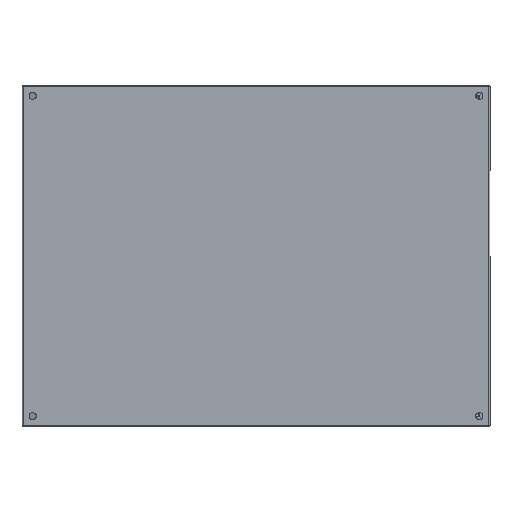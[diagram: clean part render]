
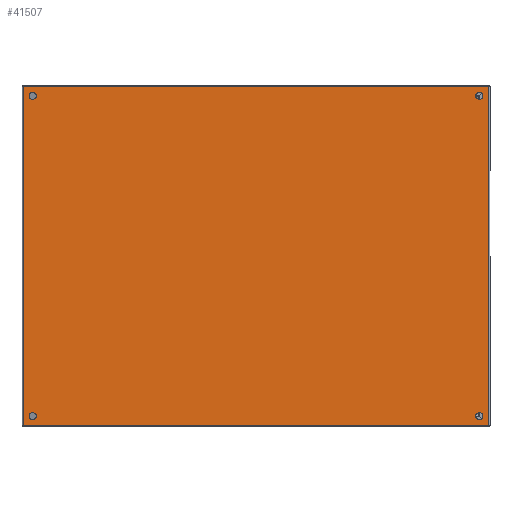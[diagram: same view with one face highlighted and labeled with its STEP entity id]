
A CAD part, left-side view. The second image highlights one B-rep face of the part: STEP entity #41507.
In plain terms, the highlighted face is planar.
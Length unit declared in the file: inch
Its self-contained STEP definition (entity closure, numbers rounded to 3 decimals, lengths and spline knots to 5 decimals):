
#199 = DIRECTION ( 'NONE',  ( 0., 0., 1. ) ) ;
#291 = DIRECTION ( 'NONE',  ( 1., 0., 0. ) ) ;
#715 = CIRCLE ( 'NONE', #36036, 0.25 ) ;
#1549 = EDGE_CURVE ( 'NONE', #37486, #33968, #42559, .T. ) ;
#1933 = AXIS2_PLACEMENT_3D ( 'NONE', #15938, #9636, #16534 ) ;
#1981 = ORIENTED_EDGE ( 'NONE', *, *, #33553, .T. ) ;
#2011 = ORIENTED_EDGE ( 'NONE', *, *, #37718, .T. ) ;
#2214 = CIRCLE ( 'NONE', #33195, 0.25 ) ;
#2294 = ORIENTED_EDGE ( 'NONE', *, *, #1549, .T. ) ;
#3247 = ORIENTED_EDGE ( 'NONE', *, *, #8663, .T. ) ;
#3695 = AXIS2_PLACEMENT_3D ( 'NONE', #25217, #22155, #18964 ) ;
#4717 = VECTOR ( 'NONE', #291, 39.37008 ) ;
#4910 = AXIS2_PLACEMENT_3D ( 'NONE', #37502, #37198, #7239 ) ;
#5576 = VECTOR ( 'NONE', #27925, 39.37008 ) ;
#7036 = ORIENTED_EDGE ( 'NONE', *, *, #12116, .T. ) ;
#7239 = DIRECTION ( 'NONE',  ( -1., 0., 0. ) ) ;
#8373 = EDGE_CURVE ( 'NONE', #23566, #17939, #715, .T. ) ;
#8572 = CIRCLE ( 'NONE', #4910, 0.25 ) ;
#8663 = EDGE_CURVE ( 'NONE', #33968, #37486, #31582, .T. ) ;
#8773 = ORIENTED_EDGE ( 'NONE', *, *, #33154, .F. ) ;
#9110 = ORIENTED_EDGE ( 'NONE', *, *, #24538, .F. ) ;
#9452 = DIRECTION ( 'NONE',  ( 1., 0., 0. ) ) ;
#9636 = DIRECTION ( 'NONE',  ( 0., -1., 0. ) ) ;
#12018 = EDGE_CURVE ( 'NONE', #15434, #35631, #20496, .T. ) ;
#12116 = EDGE_CURVE ( 'NONE', #36329, #12213, #19458, .T. ) ;
#12213 = VERTEX_POINT ( 'NONE', #27234 ) ;
#12476 = DIRECTION ( 'NONE',  ( -1., 0., 0. ) ) ;
#13499 = CIRCLE ( 'NONE', #3695, 0.25 ) ;
#13951 = VECTOR ( 'NONE', #31877, 39.37008 ) ;
#14768 = DIRECTION ( 'NONE',  ( 0., -1., 0. ) ) ;
#15012 = FACE_BOUND ( 'NONE', #15266, .T. ) ;
#15266 = EDGE_LOOP ( 'NONE', ( #3247, #2294 ) ) ;
#15400 = EDGE_CURVE ( 'NONE', #28859, #35889, #23899, .T. ) ;
#15434 = VERTEX_POINT ( 'NONE', #28825 ) ;
#15686 = CARTESIAN_POINT ( 'NONE',  ( 11., 0., -15.69912 ) ) ;
#15938 = CARTESIAN_POINT ( 'NONE',  ( -11.25, 0., -15.69912 ) ) ;
#16341 = EDGE_LOOP ( 'NONE', ( #1981, #2011 ) ) ;
#16534 = DIRECTION ( 'NONE',  ( -1., 0., 0. ) ) ;
#17939 = VERTEX_POINT ( 'NONE', #18736 ) ;
#17951 = EDGE_CURVE ( 'NONE', #35631, #15434, #2214, .T. ) ;
#18090 = CARTESIAN_POINT ( 'NONE',  ( 11., 0., 15.68671 ) ) ;
#18736 = CARTESIAN_POINT ( 'NONE',  ( 11.5, 0., 15.68671 ) ) ;
#18861 = AXIS2_PLACEMENT_3D ( 'NONE', #19467, #19764, #29400 ) ;
#18922 = DIRECTION ( 'NONE',  ( 0., -1., 0. ) ) ;
#18964 = DIRECTION ( 'NONE',  ( -1., 0., 0. ) ) ;
#19086 = VERTEX_POINT ( 'NONE', #35247 ) ;
#19187 = ORIENTED_EDGE ( 'NONE', *, *, #41019, .T. ) ;
#19235 = EDGE_LOOP ( 'NONE', ( #9110, #7036, #8773, #37259 ) ) ;
#19408 = CARTESIAN_POINT ( 'NONE',  ( -11., 0., -15.69912 ) ) ;
#19458 = LINE ( 'NONE', #37012, #27307 ) ;
#19467 = CARTESIAN_POINT ( 'NONE',  ( -11.25, 0., -15.69912 ) ) ;
#19516 = AXIS2_PLACEMENT_3D ( 'NONE', #29137, #18922, #12476 ) ;
#19751 = CARTESIAN_POINT ( 'NONE',  ( 11.943, 0., -16.36312 ) ) ;
#19764 = DIRECTION ( 'NONE',  ( 0., -1., 0. ) ) ;
#20496 = CIRCLE ( 'NONE', #37404, 0.25 ) ;
#21070 = CARTESIAN_POINT ( 'NONE',  ( -11.5, 0., -15.69912 ) ) ;
#21183 = ORIENTED_EDGE ( 'NONE', *, *, #12018, .T. ) ;
#22155 = DIRECTION ( 'NONE',  ( 0., -1., 0. ) ) ;
#22858 = FACE_BOUND ( 'NONE', #16341, .T. ) ;
#23566 = VERTEX_POINT ( 'NONE', #18090 ) ;
#23716 = CARTESIAN_POINT ( 'NONE',  ( -11.25, 0., 15.68671 ) ) ;
#23899 = LINE ( 'NONE', #41875, #13951 ) ;
#24538 = EDGE_CURVE ( 'NONE', #36329, #35889, #32994, .T. ) ;
#24893 = LINE ( 'NONE', #40977, #5576 ) ;
#25217 = CARTESIAN_POINT ( 'NONE',  ( 11.25, 0., 15.68671 ) ) ;
#25457 = ORIENTED_EDGE ( 'NONE', *, *, #17951, .T. ) ;
#26378 = CIRCLE ( 'NONE', #19516, 0.25 ) ;
#27234 = CARTESIAN_POINT ( 'NONE',  ( -11.943, 0., 16.35071 ) ) ;
#27307 = VECTOR ( 'NONE', #199, 39.37008 ) ;
#27925 = DIRECTION ( 'NONE',  ( -1., 0., 0. ) ) ;
#28377 = DIRECTION ( 'NONE',  ( 0., -1., 0. ) ) ;
#28635 = FACE_BOUND ( 'NONE', #40510, .T. ) ;
#28825 = CARTESIAN_POINT ( 'NONE',  ( -11.5, 0., 15.68671 ) ) ;
#28859 = VERTEX_POINT ( 'NONE', #32668 ) ;
#29137 = CARTESIAN_POINT ( 'NONE',  ( 11.25, 0., -15.69912 ) ) ;
#29400 = DIRECTION ( 'NONE',  ( -1., 0., 0. ) ) ;
#30297 = DIRECTION ( 'NONE',  ( -1., 0., 0. ) ) ;
#30628 = CARTESIAN_POINT ( 'NONE',  ( -11.943, 0., -16.36312 ) ) ;
#31169 = CARTESIAN_POINT ( 'NONE',  ( 11.25, 0., 15.68671 ) ) ;
#31582 = CIRCLE ( 'NONE', #1933, 0.25 ) ;
#31877 = DIRECTION ( 'NONE',  ( 0., 0., -1. ) ) ;
#32545 = AXIS2_PLACEMENT_3D ( 'NONE', #36790, #33011, #9452 ) ;
#32668 = CARTESIAN_POINT ( 'NONE',  ( 11.943, 0., 16.35071 ) ) ;
#32994 = LINE ( 'NONE', #43337, #4717 ) ;
#33011 = DIRECTION ( 'NONE',  ( 0., -1., 0. ) ) ;
#33154 = EDGE_CURVE ( 'NONE', #28859, #12213, #24893, .T. ) ;
#33195 = AXIS2_PLACEMENT_3D ( 'NONE', #41856, #28377, #35206 ) ;
#33553 = EDGE_CURVE ( 'NONE', #40570, #19086, #26378, .T. ) ;
#33683 = DIRECTION ( 'NONE',  ( 0., -1., 0. ) ) ;
#33885 = FACE_BOUND ( 'NONE', #36129, .T. ) ;
#33968 = VERTEX_POINT ( 'NONE', #21070 ) ;
#34666 = CARTESIAN_POINT ( 'NONE',  ( -11., 0., 15.68671 ) ) ;
#35206 = DIRECTION ( 'NONE',  ( -1., 0., 0. ) ) ;
#35247 = CARTESIAN_POINT ( 'NONE',  ( 11.5, 0., -15.69912 ) ) ;
#35385 = FACE_OUTER_BOUND ( 'NONE', #19235, .T. ) ;
#35631 = VERTEX_POINT ( 'NONE', #34666 ) ;
#35889 = VERTEX_POINT ( 'NONE', #19751 ) ;
#36036 = AXIS2_PLACEMENT_3D ( 'NONE', #31169, #14768, #38314 ) ;
#36129 = EDGE_LOOP ( 'NONE', ( #37531, #19187 ) ) ;
#36329 = VERTEX_POINT ( 'NONE', #30628 ) ;
#36790 = CARTESIAN_POINT ( 'NONE',  ( 11.943, 0., -16.39212 ) ) ;
#37012 = CARTESIAN_POINT ( 'NONE',  ( -11.943, 0., 16.39212 ) ) ;
#37198 = DIRECTION ( 'NONE',  ( 0., -1., 0. ) ) ;
#37259 = ORIENTED_EDGE ( 'NONE', *, *, #15400, .T. ) ;
#37404 = AXIS2_PLACEMENT_3D ( 'NONE', #23716, #33683, #30297 ) ;
#37486 = VERTEX_POINT ( 'NONE', #19408 ) ;
#37502 = CARTESIAN_POINT ( 'NONE',  ( 11.25, 0., -15.69912 ) ) ;
#37531 = ORIENTED_EDGE ( 'NONE', *, *, #8373, .T. ) ;
#37718 = EDGE_CURVE ( 'NONE', #19086, #40570, #8572, .T. ) ;
#38314 = DIRECTION ( 'NONE',  ( -1., 0., 0. ) ) ;
#40510 = EDGE_LOOP ( 'NONE', ( #21183, #25457 ) ) ;
#40570 = VERTEX_POINT ( 'NONE', #15686 ) ;
#40977 = CARTESIAN_POINT ( 'NONE',  ( 11.943, 0., 16.35071 ) ) ;
#41019 = EDGE_CURVE ( 'NONE', #17939, #23566, #13499, .T. ) ;
#41507 = ADVANCED_FACE ( 'NONE', ( #28635, #15012, #35385, #22858, #33885 ), #43447, .F. ) ;
#41856 = CARTESIAN_POINT ( 'NONE',  ( -11.25, 0., 15.68671 ) ) ;
#41875 = CARTESIAN_POINT ( 'NONE',  ( 11.943, 0., -16.39212 ) ) ;
#42559 = CIRCLE ( 'NONE', #18861, 0.25 ) ;
#43337 = CARTESIAN_POINT ( 'NONE',  ( 11.943, 0., -16.36312 ) ) ;
#43447 = PLANE ( 'NONE',  #32545 ) ;
